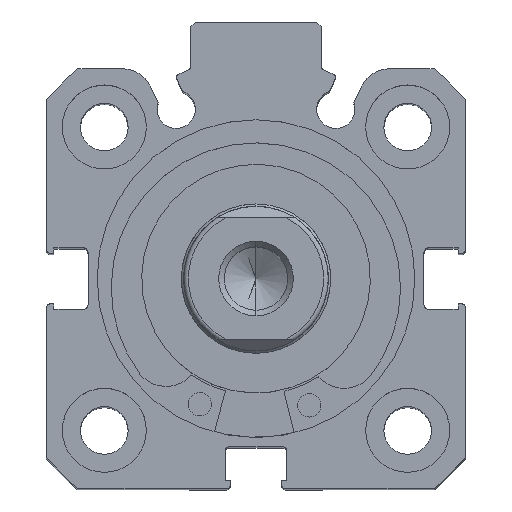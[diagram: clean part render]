
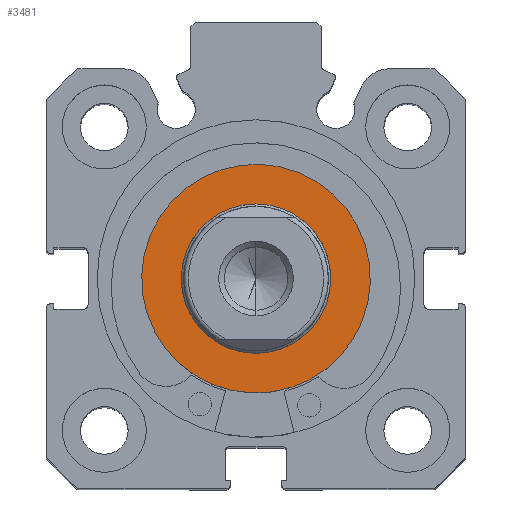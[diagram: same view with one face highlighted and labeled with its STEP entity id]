
A CAD part, top view. The second image highlights one B-rep face of the part: STEP entity #3481.
In plain terms, the highlighted face is planar.
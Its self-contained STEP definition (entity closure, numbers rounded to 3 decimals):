
#235 = EDGE_CURVE ( 'NONE', #1371, #1370, #7273, .T. ) ;
#237 = EDGE_CURVE ( 'NONE', #1365, #1366, #7254, .T. ) ;
#253 = EDGE_CURVE ( 'NONE', #1370, #1371, #3660, .T. ) ;
#255 = EDGE_CURVE ( 'NONE', #1366, #1365, #3663, .T. ) ;
#651 = AXIS2_PLACEMENT_3D ( 'NONE', #1776, #1775, #1774 ) ;
#654 = AXIS2_PLACEMENT_3D ( 'NONE', #1773, #1788, #1802 ) ;
#663 = AXIS2_PLACEMENT_3D ( 'NONE', #1814, #1761, #1762 ) ;
#665 = AXIS2_PLACEMENT_3D ( 'NONE', #1767, #1760, #1766 ) ;
#1365 = VERTEX_POINT ( 'NONE', #5441 ) ;
#1366 = VERTEX_POINT ( 'NONE', #5442 ) ;
#1370 = VERTEX_POINT ( 'NONE', #5444 ) ;
#1371 = VERTEX_POINT ( 'NONE', #5445 ) ;
#1760 = DIRECTION ( 'NONE',  ( -1., 0., 0. ) ) ;
#1761 = DIRECTION ( 'NONE',  ( -1., 0., 0. ) ) ;
#1762 = DIRECTION ( 'NONE',  ( 0., 0., 1. ) ) ;
#1766 = DIRECTION ( 'NONE',  ( 0., 0., 1. ) ) ;
#1767 = CARTESIAN_POINT ( 'NONE',  ( 0., 0., 0. ) ) ;
#1773 = CARTESIAN_POINT ( 'NONE',  ( 0., 0., 0. ) ) ;
#1774 = DIRECTION ( 'NONE',  ( 0., 0., 1. ) ) ;
#1775 = DIRECTION ( 'NONE',  ( -1., 0., 0. ) ) ;
#1776 = CARTESIAN_POINT ( 'NONE',  ( 0., 0., 0. ) ) ;
#1788 = DIRECTION ( 'NONE',  ( -1., 0., 0. ) ) ;
#1802 = DIRECTION ( 'NONE',  ( 0., 0., 1. ) ) ;
#1814 = CARTESIAN_POINT ( 'NONE',  ( 0., 0., 0. ) ) ;
#2261 = EDGE_LOOP ( 'NONE', ( #3163, #3164 ) ) ;
#2264 = EDGE_LOOP ( 'NONE', ( #3161, #3162 ) ) ;
#3161 = ORIENTED_EDGE ( 'NONE', *, *, #255, .F. ) ;
#3162 = ORIENTED_EDGE ( 'NONE', *, *, #237, .F. ) ;
#3163 = ORIENTED_EDGE ( 'NONE', *, *, #235, .T. ) ;
#3164 = ORIENTED_EDGE ( 'NONE', *, *, #253, .T. ) ;
#3481 = ADVANCED_FACE ( 'NONE', ( #4299, #4302 ), #5911, .F. ) ;
#3611 = AXIS2_PLACEMENT_3D ( 'NONE', #5910, #5912, #5913 ) ;
#3660 = CIRCLE ( 'NONE', #663, 12.25 ) ;
#3663 = CIRCLE ( 'NONE', #665, 8. ) ;
#4299 = FACE_BOUND ( 'NONE', #2264, .T. ) ;
#4302 = FACE_OUTER_BOUND ( 'NONE', #2261, .T. ) ;
#5441 = CARTESIAN_POINT ( 'NONE',  ( 0., 0., -8. ) ) ;
#5442 = CARTESIAN_POINT ( 'NONE',  ( 0., 0., 8. ) ) ;
#5444 = CARTESIAN_POINT ( 'NONE',  ( 0., 0., -12.25 ) ) ;
#5445 = CARTESIAN_POINT ( 'NONE',  ( 0., 0., 12.25 ) ) ;
#5910 = CARTESIAN_POINT ( 'NONE',  ( 0., 12.25, 0. ) ) ;
#5911 = PLANE ( 'NONE',  #3611 ) ;
#5912 = DIRECTION ( 'NONE',  ( 1., 0., 0. ) ) ;
#5913 = DIRECTION ( 'NONE',  ( 0., 0., -1. ) ) ;
#7254 = CIRCLE ( 'NONE', #654, 8. ) ;
#7273 = CIRCLE ( 'NONE', #651, 12.25 ) ;
